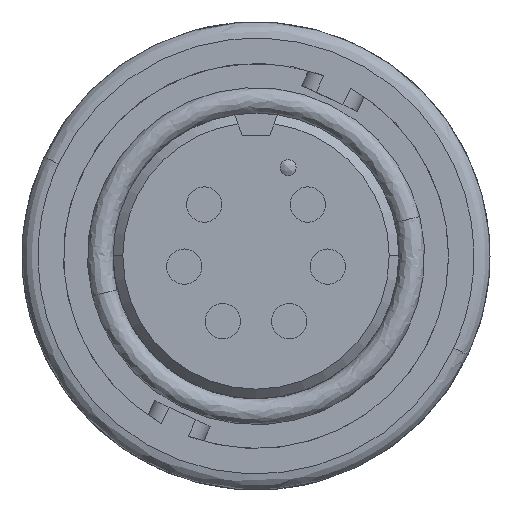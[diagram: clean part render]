
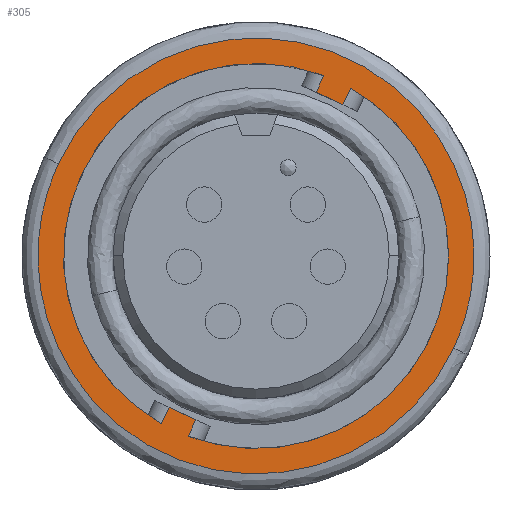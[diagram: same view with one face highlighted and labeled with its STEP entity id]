
A CAD part, top view. The second image highlights one B-rep face of the part: STEP entity #305.
In plain terms, the highlighted planar face has unit normal (0, 0, 1).
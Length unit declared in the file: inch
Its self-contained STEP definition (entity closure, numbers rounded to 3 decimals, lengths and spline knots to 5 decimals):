
#25 = EDGE_CURVE ( 'NONE', #2277, #11175, #16338, .T. ) ;
#207 = VERTEX_POINT ( 'NONE', #13018 ) ;
#278 = CARTESIAN_POINT ( 'NONE',  ( 0.16227, 0.28293, -0.08324 ) ) ;
#305 = ADVANCED_FACE ( 'NONE', ( #10570, #6620 ), #7254, .T. ) ;
#323 = EDGE_CURVE ( 'NONE', #8015, #2277, #829, .T. ) ;
#365 = CARTESIAN_POINT ( 'NONE',  ( -0.16227, -0.28293, -0.08324 ) ) ;
#639 = EDGE_LOOP ( 'NONE', ( #16744, #3961, #16375, #14742, #8275, #4763, #1856, #3826, #7630 ) ) ;
#659 = DIRECTION ( 'NONE',  ( 1., 0., 0. ) ) ;
#829 = LINE ( 'NONE', #3284, #7449 ) ;
#1078 = LINE ( 'NONE', #3148, #7492 ) ;
#1251 = DIRECTION ( 'NONE',  ( 1., 0., 0. ) ) ;
#1305 = CARTESIAN_POINT ( 'NONE',  ( -0.16227, -0.28293, -0.08324 ) ) ;
#1315 = ORIENTED_EDGE ( 'NONE', *, *, #15727, .F. ) ;
#1467 = CARTESIAN_POINT ( 'NONE',  ( 0., 0., -0.08324 ) ) ;
#1485 = DIRECTION ( 'NONE',  ( 1., 0., 0. ) ) ;
#1742 = CARTESIAN_POINT ( 'NONE',  ( 0., 0., -0.08324 ) ) ;
#1856 = ORIENTED_EDGE ( 'NONE', *, *, #14422, .T. ) ;
#2121 = AXIS2_PLACEMENT_3D ( 'NONE', #13389, #9440, #1485 ) ;
#2129 = CARTESIAN_POINT ( 'NONE',  ( 0.02489, -0.91086, -0.08324 ) ) ;
#2277 = VERTEX_POINT ( 'NONE', #11393 ) ;
#2609 = EDGE_CURVE ( 'NONE', #14131, #207, #10914, .T. ) ;
#2767 = DIRECTION ( 'NONE',  ( 1., 0., 0. ) ) ;
#2876 = CARTESIAN_POINT ( 'NONE',  ( -0.36932, 0.17222, -0.08324 ) ) ;
#3148 = CARTESIAN_POINT ( 'NONE',  ( 0.12677, 0.33694, -0.08324 ) ) ;
#3284 = CARTESIAN_POINT ( 'NONE',  ( 0.16227, 0.28293, -0.08324 ) ) ;
#3663 = CARTESIAN_POINT ( 'NONE',  ( 0.16227, 0.28293, -0.08324 ) ) ;
#3826 = ORIENTED_EDGE ( 'NONE', *, *, #6873, .T. ) ;
#3961 = ORIENTED_EDGE ( 'NONE', *, *, #25, .T. ) ;
#4588 = AXIS2_PLACEMENT_3D ( 'NONE', #17092, #9320, #1251 ) ;
#4715 = VERTEX_POINT ( 'NONE', #4728 ) ;
#4728 = CARTESIAN_POINT ( 'NONE',  ( 0.12677, 0.33694, -0.08324 ) ) ;
#4763 = ORIENTED_EDGE ( 'NONE', *, *, #10457, .T. ) ;
#4981 = EDGE_CURVE ( 'NONE', #11175, #5212, #12101, .T. ) ;
#5212 = VERTEX_POINT ( 'NONE', #6028 ) ;
#5288 = VERTEX_POINT ( 'NONE', #14290 ) ;
#5502 = CARTESIAN_POINT ( 'NONE',  ( -0.02489, 0.91086, -0.08324 ) ) ;
#5835 = VECTOR ( 'NONE', #9311, 39.37008 ) ;
#5881 = VERTEX_POINT ( 'NONE', #12636 ) ;
#6028 = CARTESIAN_POINT ( 'NONE',  ( -0.12677, -0.33694, -0.08324 ) ) ;
#6134 = AXIS2_PLACEMENT_3D ( 'NONE', #1742, #9944, #659 ) ;
#6409 = DIRECTION ( 'NONE',  ( -0.906, 0.423, 0. ) ) ;
#6620 = FACE_BOUND ( 'NONE', #639, .T. ) ;
#6840 = CARTESIAN_POINT ( 'NONE',  ( 0.36932, -0.17222, -0.08324 ) ) ;
#6873 = EDGE_CURVE ( 'NONE', #4715, #5288, #1078, .T. ) ;
#6917 = DIRECTION ( 'NONE',  ( 0.423, 0.906, 0. ) ) ;
#7003 = CARTESIAN_POINT ( 'NONE',  ( 0.36932, -0.17222, -0.08324 ) ) ;
#7102 = EDGE_CURVE ( 'NONE', #15768, #13761, #9377, .T. ) ;
#7254 = PLANE ( 'NONE',  #6134 ) ;
#7392 = VECTOR ( 'NONE', #6917, 39.37008 ) ;
#7398 = CARTESIAN_POINT ( 'NONE',  ( -0.16227, -0.28293, -0.08324 ) ) ;
#7449 = VECTOR ( 'NONE', #9825, 39.37008 ) ;
#7492 = VECTOR ( 'NONE', #15089, 39.37008 ) ;
#7630 = ORIENTED_EDGE ( 'NONE', *, *, #11661, .F. ) ;
#8015 = VERTEX_POINT ( 'NONE', #278 ) ;
#8242 = LINE ( 'NONE', #12242, #7392 ) ;
#8270 = VECTOR ( 'NONE', #13471, 39.37008 ) ;
#8275 = ORIENTED_EDGE ( 'NONE', *, *, #7102, .F. ) ;
#8580 = AXIS2_PLACEMENT_3D ( 'NONE', #1467, #14601, #2767 ) ;
#8998 = EDGE_LOOP ( 'NONE', ( #15466, #1315 ) ) ;
#9311 = DIRECTION ( 'NONE',  ( 0.906, -0.423, 0. ) ) ;
#9320 = DIRECTION ( 'NONE',  ( 0., 0., -1. ) ) ;
#9377 = LINE ( 'NONE', #1305, #5835 ) ;
#9440 = DIRECTION ( 'NONE',  ( 0., 0., -1. ) ) ;
#9825 = DIRECTION ( 'NONE',  ( 0.423, 0.906, 0. ) ) ;
#9944 = DIRECTION ( 'NONE',  ( 0., 0., 1. ) ) ;
#10332 = CARTESIAN_POINT ( 'NONE',  ( -0.36932, 0.17222, -0.08324 ) ) ;
#10457 = EDGE_CURVE ( 'NONE', #15768, #5881, #13058, .T. ) ;
#10537 = CIRCLE ( 'NONE', #4588, 0.36 ) ;
#10570 = FACE_OUTER_BOUND ( 'NONE', #8998, .T. ) ;
#10863 =( BOUNDED_CURVE ( )  B_SPLINE_CURVE ( 3, ( #7003, #2129, #11289, #14043 ),
 .UNSPECIFIED., .F., .F. ) 
 B_SPLINE_CURVE_WITH_KNOTS ( ( 4, 4 ),
 ( 0., 1. ),
 .UNSPECIFIED. ) 
 CURVE ( )  GEOMETRIC_REPRESENTATION_ITEM ( )  RATIONAL_B_SPLINE_CURVE ( ( 1., 0.333, 0.333, 1. ) ) 
 REPRESENTATION_ITEM ( '' )  );
#10914 =( BOUNDED_CURVE ( )  B_SPLINE_CURVE ( 3, ( #2876, #5502, #14771, #6840 ),
 .UNSPECIFIED., .F., .T. ) 
 B_SPLINE_CURVE_WITH_KNOTS ( ( 4, 4 ),
 ( 0., 1. ),
 .UNSPECIFIED. ) 
 CURVE ( )  GEOMETRIC_REPRESENTATION_ITEM ( )  RATIONAL_B_SPLINE_CURVE ( ( 1., 0.333, 0.333, 1. ) ) 
 REPRESENTATION_ITEM ( '' )  );
#11175 = VERTEX_POINT ( 'NONE', #12822 ) ;
#11289 = CARTESIAN_POINT ( 'NONE',  ( -0.71375, -0.56642, -0.08324 ) ) ;
#11393 = CARTESIAN_POINT ( 'NONE',  ( 0.17662, 0.3137, -0.08324 ) ) ;
#11661 = EDGE_CURVE ( 'NONE', #8015, #5288, #13463, .T. ) ;
#11888 = CARTESIAN_POINT ( 'NONE',  ( -0.11243, -0.30617, -0.08324 ) ) ;
#12101 = CIRCLE ( 'NONE', #8580, 0.36 ) ;
#12242 = CARTESIAN_POINT ( 'NONE',  ( -0.12677, -0.33694, -0.08324 ) ) ;
#12636 = CARTESIAN_POINT ( 'NONE',  ( -0.17662, -0.3137, -0.08324 ) ) ;
#12822 = CARTESIAN_POINT ( 'NONE',  ( 0.36, 0., -0.08324 ) ) ;
#13018 = CARTESIAN_POINT ( 'NONE',  ( 0.36932, -0.17222, -0.08324 ) ) ;
#13058 = LINE ( 'NONE', #365, #8270 ) ;
#13389 = CARTESIAN_POINT ( 'NONE',  ( 0., 0., -0.08324 ) ) ;
#13463 = LINE ( 'NONE', #3663, #15488 ) ;
#13471 = DIRECTION ( 'NONE',  ( -0.423, -0.906, 0. ) ) ;
#13761 = VERTEX_POINT ( 'NONE', #11888 ) ;
#14043 = CARTESIAN_POINT ( 'NONE',  ( -0.36932, 0.17222, -0.08324 ) ) ;
#14131 = VERTEX_POINT ( 'NONE', #10332 ) ;
#14290 = CARTESIAN_POINT ( 'NONE',  ( 0.11243, 0.30617, -0.08324 ) ) ;
#14422 = EDGE_CURVE ( 'NONE', #5881, #4715, #10537, .T. ) ;
#14601 = DIRECTION ( 'NONE',  ( 0., 0., -1. ) ) ;
#14742 = ORIENTED_EDGE ( 'NONE', *, *, #15010, .T. ) ;
#14771 = CARTESIAN_POINT ( 'NONE',  ( 0.71375, 0.56642, -0.08324 ) ) ;
#15010 = EDGE_CURVE ( 'NONE', #5212, #13761, #8242, .T. ) ;
#15089 = DIRECTION ( 'NONE',  ( -0.423, -0.906, 0. ) ) ;
#15466 = ORIENTED_EDGE ( 'NONE', *, *, #2609, .F. ) ;
#15488 = VECTOR ( 'NONE', #6409, 39.37008 ) ;
#15727 = EDGE_CURVE ( 'NONE', #207, #14131, #10863, .T. ) ;
#15768 = VERTEX_POINT ( 'NONE', #7398 ) ;
#16338 = CIRCLE ( 'NONE', #2121, 0.36 ) ;
#16375 = ORIENTED_EDGE ( 'NONE', *, *, #4981, .T. ) ;
#16744 = ORIENTED_EDGE ( 'NONE', *, *, #323, .T. ) ;
#17092 = CARTESIAN_POINT ( 'NONE',  ( 0., 0., -0.08324 ) ) ;
